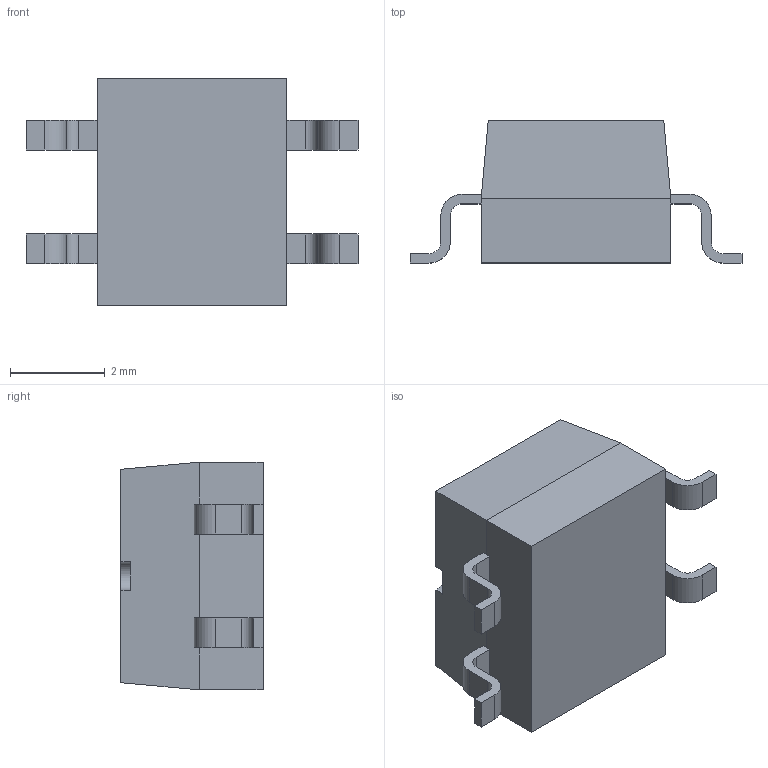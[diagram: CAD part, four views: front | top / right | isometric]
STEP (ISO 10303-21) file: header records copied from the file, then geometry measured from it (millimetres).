
FILE_DESCRIPTION (( 'STEP AP214' ), '1' );
FILE_NAME ('MBSx.STEP', '2011-09-09T13:08:46', ( 'Master' ), ( '' ), 'SwSTEP 2.0', 'SolidWorks 2010', '' );
FILE_SCHEMA (( 'AUTOMOTIVE_DESIGN' ));
Length unit declared in the file: millimetre
Products named in the file (1): MBSx
Bounding box: 7 x 3 x 4.8 mm (x, y, z)
Volume: 56.5 mm3; surface area: 106.4 mm2
Topology: 1 solids, 1 shells, 106 faces, 294 edges, 194 vertices
Faces by surface type: plane 71, cylinder 19, bspline 16
Entity records: 5064 total; most frequent: CARTESIAN_POINT 1825, ORIENTED_EDGE 588, DIRECTION 478, EDGE_CURVE 294, LINE 224, VECTOR 224, VERTEX_POINT 194, AXIS2_PLACEMENT_3D 127
